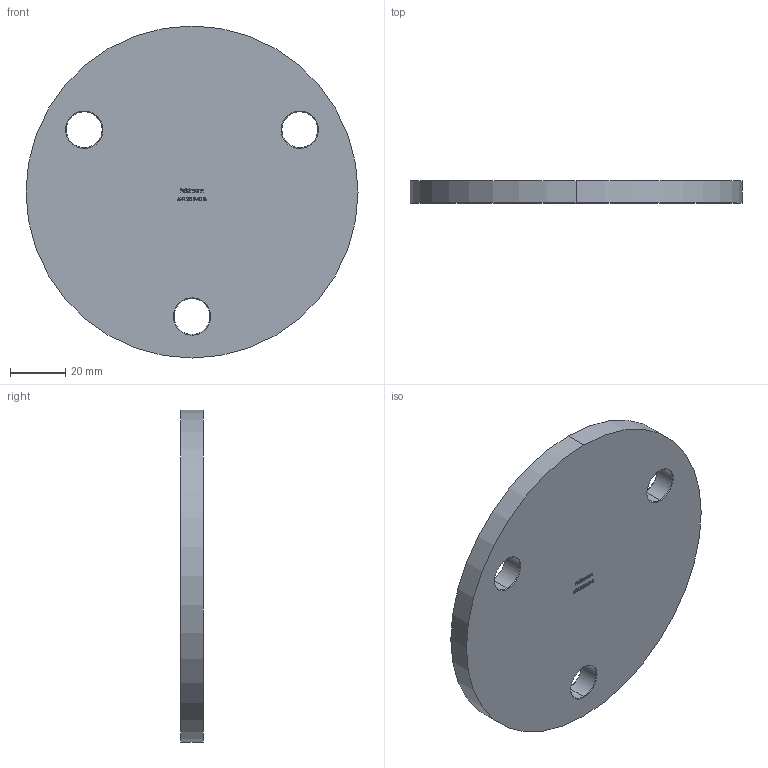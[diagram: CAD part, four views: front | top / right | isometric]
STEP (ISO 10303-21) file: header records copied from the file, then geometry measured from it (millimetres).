
FILE_DESCRIPTION (( 'STEP AP203' ), '1' );
FILE_NAME ('54125-240-8.step', '2020-10-21T11:01:52', ( '' ), ( '' ), 'SwSTEP 2.0', 'SolidWorks 2018', '' );
FILE_SCHEMA (( 'CONFIG_CONTROL_DESIGN' ));
Length unit declared in the file: millimetre
Products named in the file (2): 54125-240-8
Bounding box: 120 x 8 x 120 mm (x, y, z)
Volume: 87283.9 mm3; surface area: 25794.1 mm2
Topology: 1 solids, 1 shells, 269 faces, 708 edges, 468 vertices
Faces by surface type: plane 147, bspline 102, cone 12, cylinder 8
Entity records: 13929 total; most frequent: CARTESIAN_POINT 7789, ORIENTED_EDGE 1416, DIRECTION 870, EDGE_CURVE 708, LINE 476, VECTOR 476, VERTEX_POINT 468, EDGE_LOOP 302
